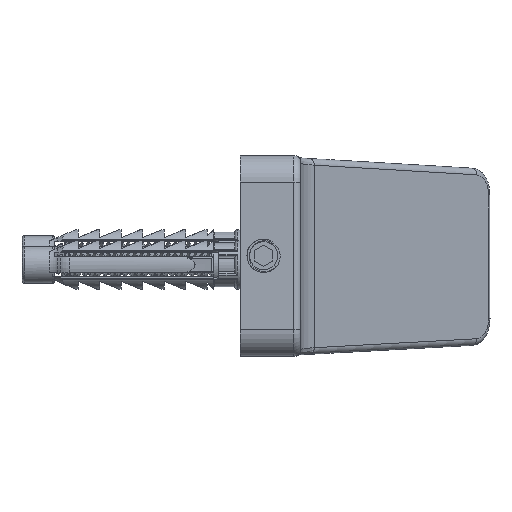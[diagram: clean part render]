
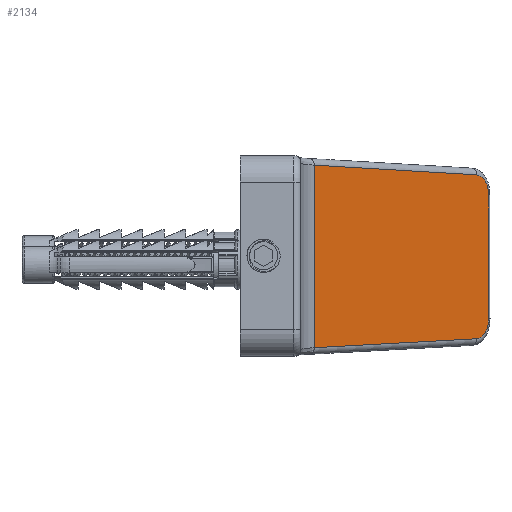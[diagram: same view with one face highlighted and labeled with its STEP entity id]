
A CAD part, top view. The second image highlights one B-rep face of the part: STEP entity #2134.
In plain terms, the highlighted planar face has unit normal (0.795, 0, 0.607).
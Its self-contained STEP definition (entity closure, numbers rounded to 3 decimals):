
#407=CARTESIAN_POINT('',(7.054,28.637,-57.688));
#409=DIRECTION('',(0.,-1.,0.));
#410=VECTOR('',#409,27.274);
#411=CARTESIAN_POINT('',(7.054,28.637,-57.688));
#412=LINE('',#411,#410);
#552=DIRECTION('',(-0.607,-0.035,0.794));
#553=VECTOR('',#552,40.05);
#554=CARTESIAN_POINT('',(31.356,2.752,-89.492));
#555=LINE('',#554,#553);
#556=DIRECTION('',(0.607,-0.035,-0.794));
#557=VECTOR('',#556,40.05);
#558=CARTESIAN_POINT('',(7.054,28.637,-57.688));
#559=LINE('',#558,#557);
#560=CARTESIAN_POINT('',(31.292,24.25,-89.409));
#561=DIRECTION('',(-0.795,0.,-0.607));
#562=DIRECTION('',(0.021,0.999,-0.028));
#563=AXIS2_PLACEMENT_3D('',#560,#561,#562);
#565=CARTESIAN_POINT('',(31.292,5.75,-89.409));
#566=DIRECTION('',(-0.795,0.,-0.607));
#567=DIRECTION('',(0.607,0.,-0.795));
#568=AXIS2_PLACEMENT_3D('',#565,#566,#567);
#621=DIRECTION('',(0.,1.,0.));
#622=VECTOR('',#621,18.498);
#623=CARTESIAN_POINT('',(33.114,5.751,-91.793));
#624=LINE('',#623,#622);
#1391=VERTEX_POINT('',#407);
#1392=CARTESIAN_POINT('',(7.054,1.363,-57.688));
#1393=VERTEX_POINT('',#1392);
#1405=CARTESIAN_POINT('',(33.114,5.751,-91.793));
#1406=CARTESIAN_POINT('',(31.356,2.752,-89.493));
#1407=VERTEX_POINT('',#1405);
#1408=VERTEX_POINT('',#1406);
#1409=CARTESIAN_POINT('',(31.355,27.248,-89.492));
#1410=VERTEX_POINT('',#1409);
#1411=CARTESIAN_POINT('',(33.114,24.248,-91.793));
#1412=VERTEX_POINT('',#1411);
#2117=CARTESIAN_POINT('',(5.,0.,-55.));
#2118=DIRECTION('',(0.795,0.,0.607));
#2119=DIRECTION('',(0.607,0.,-0.795));
#2120=AXIS2_PLACEMENT_3D('',#2117,#2118,#2119);
#2121=PLANE('',#2120);
#2123=ORIENTED_EDGE('',*,*,#2122,.T.);
#2124=ORIENTED_EDGE('',*,*,#1942,.F.);
#2126=ORIENTED_EDGE('',*,*,#2125,.T.);
#2128=ORIENTED_EDGE('',*,*,#2127,.T.);
#2130=ORIENTED_EDGE('',*,*,#2129,.F.);
#2131=ORIENTED_EDGE('',*,*,#2107,.T.);
#2132=EDGE_LOOP('',(#2123,#2124,#2126,#2128,#2130,#2131));
#2133=FACE_OUTER_BOUND('',#2132,.F.);
#2134=ADVANCED_FACE('',(#2133),#2121,.T.);
#564=CIRCLE('',#563,3.001);
#569=CIRCLE('',#568,3.001);
#1942=EDGE_CURVE('',#1391,#1393,#412,.T.);
#2107=EDGE_CURVE('',#1407,#1408,#569,.T.);
#2122=EDGE_CURVE('',#1408,#1393,#555,.T.);
#2125=EDGE_CURVE('',#1391,#1410,#559,.T.);
#2127=EDGE_CURVE('',#1410,#1412,#564,.T.);
#2129=EDGE_CURVE('',#1407,#1412,#624,.T.);
